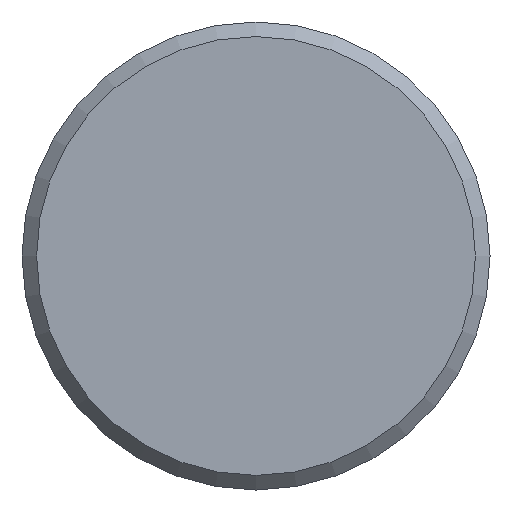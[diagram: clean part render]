
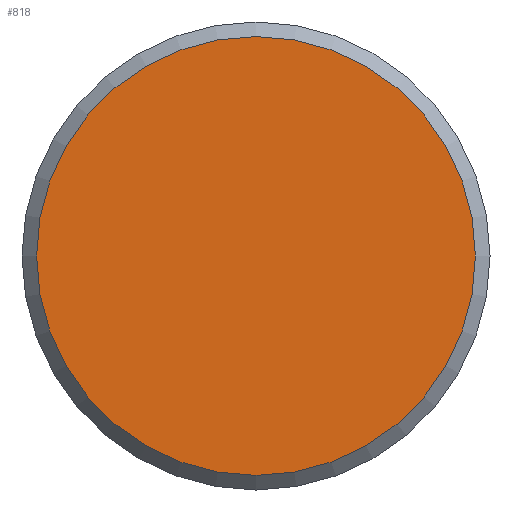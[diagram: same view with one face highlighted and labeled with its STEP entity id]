
A CAD part, front view. The second image highlights one B-rep face of the part: STEP entity #818.
In plain terms, the highlighted planar face has unit normal (0, -1, 0).
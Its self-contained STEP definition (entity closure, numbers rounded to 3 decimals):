
#57=PLANE('',#952);
#108=FACE_OUTER_BOUND('',#171,.T.);
#171=EDGE_LOOP('',(#696));
#235=CIRCLE('',#951,15.);
#381=VERTEX_POINT('',#1527);
#485=EDGE_CURVE('',#381,#381,#235,.T.);
#696=ORIENTED_EDGE('',*,*,#485,.T.);
#818=ADVANCED_FACE('',(#108),#57,.T.);
#951=AXIS2_PLACEMENT_3D('',#1528,#1215,#1216);
#952=AXIS2_PLACEMENT_3D('',#1530,#1218,#1219);
#1215=DIRECTION('center_axis',(0.,-1.,0.));
#1216=DIRECTION('ref_axis',(1.,0.,0.));
#1218=DIRECTION('center_axis',(0.,-1.,0.));
#1219=DIRECTION('ref_axis',(0.,0.,-1.));
#1527=CARTESIAN_POINT('',(-15.,0.,0.));
#1528=CARTESIAN_POINT('Origin',(0.,0.,
0.));
#1530=CARTESIAN_POINT('Origin',(7.5,0.,0.));
